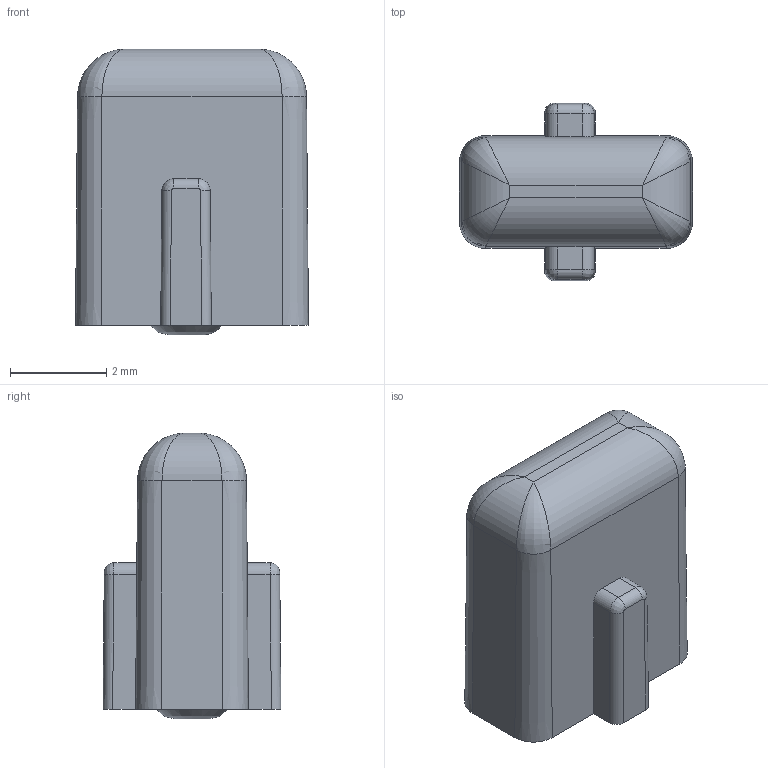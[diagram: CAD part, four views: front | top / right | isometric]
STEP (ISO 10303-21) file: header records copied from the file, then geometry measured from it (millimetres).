
FILE_DESCRIPTION(('HOOPS Exchange Step'),'2;1');
FILE_NAME('Button.step','2023-12-20T19:49:23+16:00',('Mitch'),('Unknown organisation'),'HOOPS Exchange 2023.2','HOOPS Exchange','Unknown authorisation');
FILE_SCHEMA( ('AP203_CONFIGURATION_CONTROLLED_3D_DESIGN_OF_MECHANICAL_PARTS_AND_ASSEMBLIES_MIM_LF') );
Length unit declared in the file: millimetre
Products named in the file (1): Button
Bounding box: 4.85 x 3.7 x 5.95 mm (x, y, z)
Volume: 64 mm3; surface area: 101.8 mm2
Topology: 1 solids, 1 shells, 42 faces, 101 edges, 58 vertices
Faces by surface type: plane 15, cylinder 14, bspline 9, cone 4
Entity records: 3756 total; most frequent: CARTESIAN_POINT 2822, ORIENTED_EDGE 194, DIRECTION 178, EDGE_CURVE 97, AXIS2_PLACEMENT_3D 62, VERTEX_POINT 58, VECTOR 54, LINE 54
